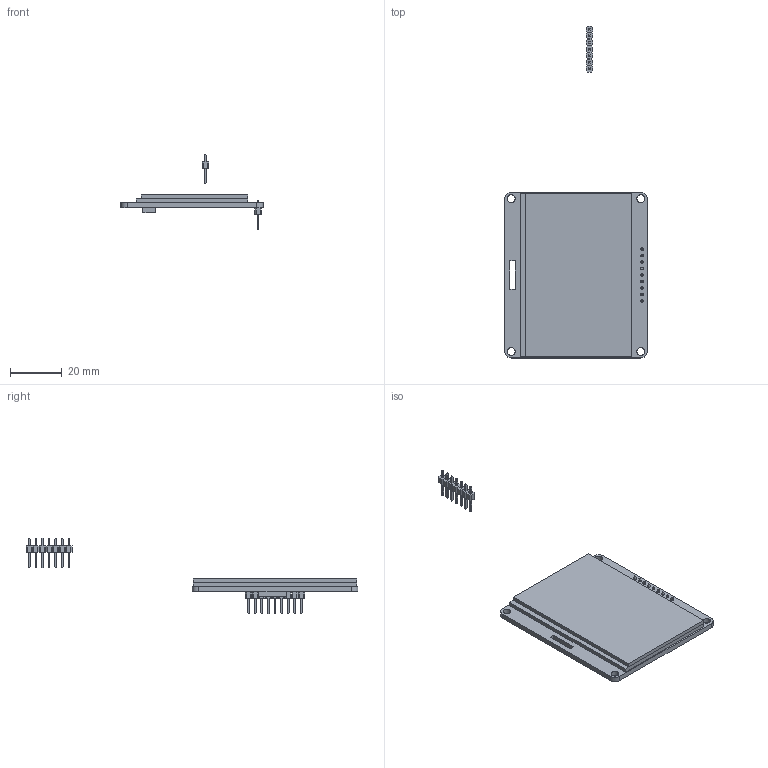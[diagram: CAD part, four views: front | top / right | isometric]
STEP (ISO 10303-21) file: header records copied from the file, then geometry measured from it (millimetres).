
FILE_DESCRIPTION(/* description */ ('VariCAD 2022-1.04 AP-214'),/* implementation_level */ '2;1');
FILE_NAME(/* name */ 'Laskakit display GS.stp',/* time_stamp */ '2022-03-20T13:10:27+01:00',/* author */ (''),/* organization */ (''),/* preprocessor_version */ 'VariCAD 2022-1.04',/* originating_system */ 'VariCAD 2022-1.04; kernel version (20180118)',/* authorisation */ '');
FILE_SCHEMA(('AUTOMOTIVE_DESIGN'));
Length unit declared in the file: millimetre
Products named in the file (20): Laskakit display GS; MalePinHeader
Assembly tree (19 placements, depth 2):
  Laskakit display GS
    (unnamed)
    (unnamed)
    (unnamed)
    MalePinHeader
    MalePinHeader
    MalePinHeader
    MalePinHeader
    MalePinHeader
    MalePinHeader
    MalePinHeader
    MalePinHeader
    MalePinHeader
    MalePinHeader
    MalePinHeader
    MalePinHeader
    MalePinHeader
    MalePinHeader
    MalePinHeader
    MalePinHeader
Bounding box: 55 x 128.11 x 29.26 mm (x, y, z)
Volume: 15263.7 mm3; surface area: 14698.3 mm2
Topology: 19 solids, 19 shells, 1273 faces, 2837 edges, 1378 vertices
Faces by surface type: cylinder 542, plane 475, sphere 256
Entity records: 34038 total; most frequent: CARTESIAN_POINT 6826, DIRECTION 5943, ORIENTED_EDGE 5162, EDGE_CURVE 2581, AXIS2_PLACEMENT_3D 2159, LINE 1625, VECTOR 1625, VERTEX_POINT 1378
